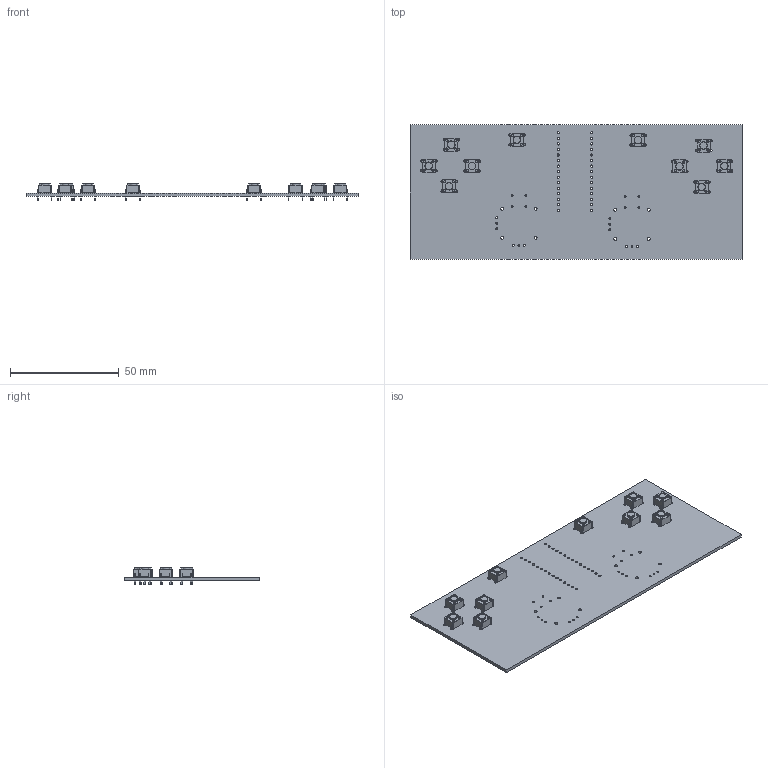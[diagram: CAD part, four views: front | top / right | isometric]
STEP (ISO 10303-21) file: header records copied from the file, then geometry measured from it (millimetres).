
FILE_DESCRIPTION(('KiCad electronic assembly'),'2;1');
FILE_NAME('GameController.step','2026-02-10T22:17:02',('Pcbnew'),( 'Kicad'),'Open CASCADE STEP processor 7.9','KiCad to STEP converter' ,'Unknown');
FILE_SCHEMA(('AUTOMOTIVE_DESIGN { 1 0 10303 214 1 1 1 1 }'));
Length unit declared in the file: millimetre
Products named in the file (3): GameController 1; SW_PUSH_6mm; GameController_PCB
Assembly tree (11 placements, depth 2):
  GameController 1
    SW_PUSH_6mm  x10
    GameController_PCB
Bounding box: 152.4 x 61.91 x 7.8 mm (x, y, z)
Volume: 15534.7 mm3; surface area: 21865.6 mm2
Topology: 11 solids, 11 shells, 1154 faces, 3076 edges, 1994 vertices
Faces by surface type: plane 636, cylinder 508, torus 10
Full cylindrical faces by diameter (mm): 0.889 x12, 0.9 x8, 1 x70, 1.1 x40, 1.397 x8, 3.5 x10
Entity records: 8072 total; most frequent: DIRECTION 1301, CARTESIAN_POINT 1187, ORIENTED_EDGE 1166, EDGE_CURVE 583, AXIS2_PLACEMENT_3D 497, FACE_BOUND 410, EDGE_LOOP 410, VERTEX_POINT 383
